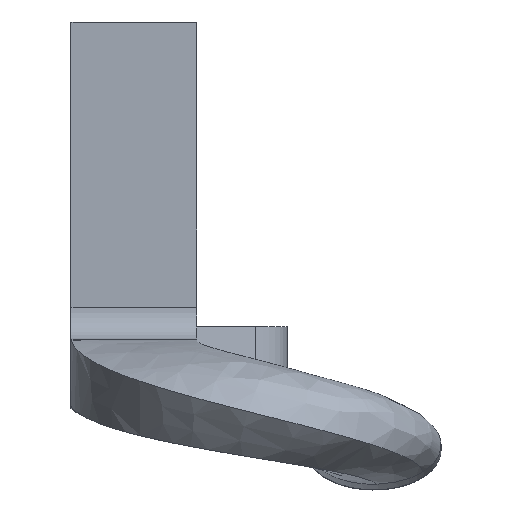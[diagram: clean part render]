
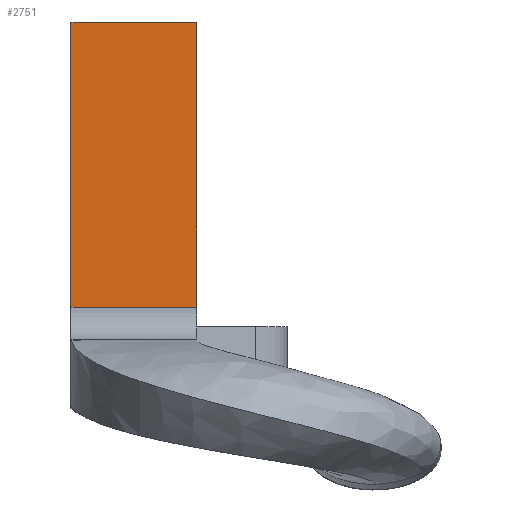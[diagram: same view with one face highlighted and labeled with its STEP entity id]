
A CAD part, left-side view. The second image highlights one B-rep face of the part: STEP entity #2751.
In plain terms, the highlighted planar face has unit normal (-1, 0, 0).
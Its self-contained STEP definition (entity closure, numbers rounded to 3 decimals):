
#2712=CARTESIAN_POINT('',(126.035,190.592,-49.558));
#2713=DIRECTION('',(-1.,0.,0.));
#2714=DIRECTION('',(-0.,0.,-1.));
#2715=AXIS2_PLACEMENT_3D('',#2712,#2713,#2714);
#2716=PLANE('',#2715);
#2717=CARTESIAN_POINT('',(126.035,190.592,-26.558));
#2718=VERTEX_POINT('',#2717);
#2719=CARTESIAN_POINT('',(126.035,190.592,-64.558));
#2720=VERTEX_POINT('',#2719);
#2721=CARTESIAN_POINT('',(126.035,190.592,-26.558));
#2722=DIRECTION('',(-0.,0.,-1.));
#2723=VECTOR('',#2722,38.);
#2724=LINE('',#2721,#2723);
#2725=EDGE_CURVE('',#2718,#2720,#2724,.T.);
#2726=ORIENTED_EDGE('',*,*,#2725,.T.);
#2727=CARTESIAN_POINT('',(126.035,173.792,-64.558));
#2728=VERTEX_POINT('',#2727);
#2729=CARTESIAN_POINT('',(126.035,190.592,-64.558));
#2730=DIRECTION('',(-0.,-1.,-0.));
#2731=VECTOR('',#2730,16.8);
#2732=LINE('',#2729,#2731);
#2733=EDGE_CURVE('',#2720,#2728,#2732,.T.);
#2734=ORIENTED_EDGE('',*,*,#2733,.T.);
#2735=CARTESIAN_POINT('',(126.035,173.792,-26.558));
#2736=VERTEX_POINT('',#2735);
#2737=CARTESIAN_POINT('',(126.035,173.792,-26.558));
#2738=DIRECTION('',(0.,0.,-1.));
#2739=VECTOR('',#2738,38.);
#2740=LINE('',#2737,#2739);
#2741=EDGE_CURVE('',#2736,#2728,#2740,.T.);
#2742=ORIENTED_EDGE('',*,*,#2741,.F.);
#2743=CARTESIAN_POINT('',(126.035,190.592,-26.558));
#2744=DIRECTION('',(-0.,-1.,0.));
#2745=VECTOR('',#2744,16.8);
#2746=LINE('',#2743,#2745);
#2747=EDGE_CURVE('',#2718,#2736,#2746,.T.);
#2748=ORIENTED_EDGE('',*,*,#2747,.F.);
#2749=EDGE_LOOP('',(#2726,#2734,#2742,#2748));
#2750=FACE_BOUND('',#2749,.T.);
#2751=ADVANCED_FACE('',(#2750),#2716,.T.);
